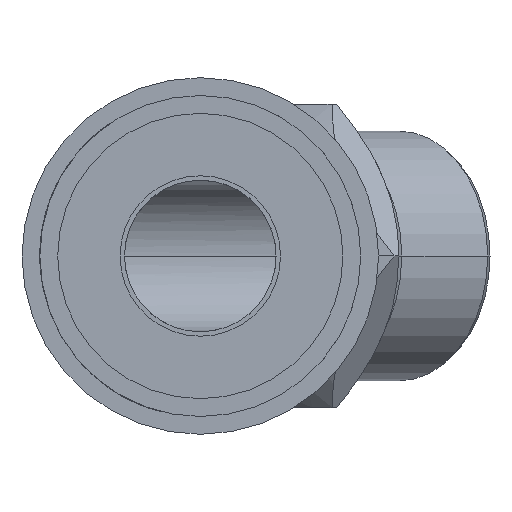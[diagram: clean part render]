
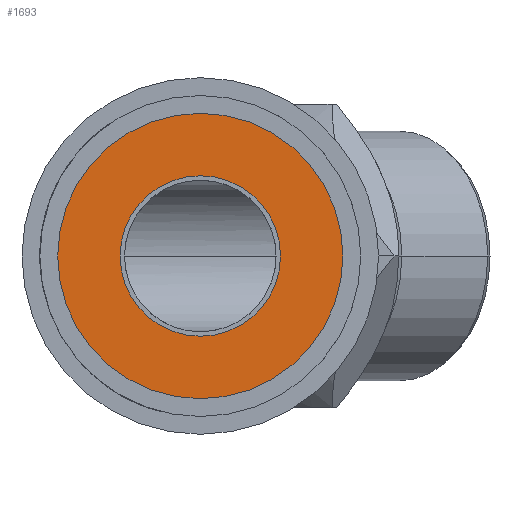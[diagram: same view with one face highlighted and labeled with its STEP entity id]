
A CAD part, left-side view. The second image highlights one B-rep face of the part: STEP entity #1693.
In plain terms, the highlighted planar face has unit normal (-1, 0, 0).
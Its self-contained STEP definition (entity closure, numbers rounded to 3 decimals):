
#40 = CARTESIAN_POINT ( 'NONE',  ( 0., 0., 0. ) ) ;
#169 = ORIENTED_EDGE ( 'NONE', *, *, #8620, .T. ) ;
#215 = EDGE_LOOP ( 'NONE', ( #169, #1264 ) ) ;
#681 = DIRECTION ( 'NONE',  ( 0., 0., -1. ) ) ;
#762 = CARTESIAN_POINT ( 'NONE',  ( 0., 0., 8. ) ) ;
#902 = EDGE_CURVE ( 'NONE', #2664, #3558, #8226, .T. ) ;
#1067 = DIRECTION ( 'NONE',  ( 0., 0., 1. ) ) ;
#1129 = CARTESIAN_POINT ( 'NONE',  ( 0., 0., -4.5 ) ) ;
#1264 = ORIENTED_EDGE ( 'NONE', *, *, #902, .T. ) ;
#1271 = AXIS2_PLACEMENT_3D ( 'NONE', #8101, #3727, #7452 ) ;
#1371 = DIRECTION ( 'NONE',  ( 1., 0., 0. ) ) ;
#1693 = ADVANCED_FACE ( 'NONE', ( #8096, #2537 ), #7965, .F. ) ;
#2037 = CARTESIAN_POINT ( 'NONE',  ( 0., 0., -8. ) ) ;
#2537 = FACE_OUTER_BOUND ( 'NONE', #215, .T. ) ;
#2664 = VERTEX_POINT ( 'NONE', #2037 ) ;
#3100 = CIRCLE ( 'NONE', #3241, 8. ) ;
#3176 = VERTEX_POINT ( 'NONE', #1129 ) ;
#3241 = AXIS2_PLACEMENT_3D ( 'NONE', #8110, #8808, #1067 ) ;
#3558 = VERTEX_POINT ( 'NONE', #762 ) ;
#3727 = DIRECTION ( 'NONE',  ( -1., 0., 0. ) ) ;
#3839 = CIRCLE ( 'NONE', #6058, 4.5 ) ;
#4105 = VERTEX_POINT ( 'NONE', #5832 ) ;
#4609 = ORIENTED_EDGE ( 'NONE', *, *, #8366, .T. ) ;
#5457 = CIRCLE ( 'NONE', #7682, 4.5 ) ;
#5832 = CARTESIAN_POINT ( 'NONE',  ( 0., 0., 4.5 ) ) ;
#5968 = CARTESIAN_POINT ( 'NONE',  ( 0., 0., 0. ) ) ;
#6058 = AXIS2_PLACEMENT_3D ( 'NONE', #7073, #1371, #681 ) ;
#6385 = DIRECTION ( 'NONE',  ( 1., 0., 0. ) ) ;
#6428 = DIRECTION ( 'NONE',  ( 0., 0., -1. ) ) ;
#7073 = CARTESIAN_POINT ( 'NONE',  ( 0., 0., 0. ) ) ;
#7452 = DIRECTION ( 'NONE',  ( 0., 0., 1. ) ) ;
#7682 = AXIS2_PLACEMENT_3D ( 'NONE', #40, #6385, #6428 ) ;
#7965 = PLANE ( 'NONE',  #9119 ) ;
#8012 = DIRECTION ( 'NONE',  ( 0., 0., -1. ) ) ;
#8096 = FACE_BOUND ( 'NONE', #8608, .T. ) ;
#8101 = CARTESIAN_POINT ( 'NONE',  ( 0., 0., 0. ) ) ;
#8110 = CARTESIAN_POINT ( 'NONE',  ( 0., 0., 0. ) ) ;
#8226 = CIRCLE ( 'NONE', #1271, 8. ) ;
#8311 = EDGE_CURVE ( 'NONE', #3176, #4105, #3839, .T. ) ;
#8366 = EDGE_CURVE ( 'NONE', #4105, #3176, #5457, .T. ) ;
#8550 = ORIENTED_EDGE ( 'NONE', *, *, #8311, .T. ) ;
#8608 = EDGE_LOOP ( 'NONE', ( #4609, #8550 ) ) ;
#8620 = EDGE_CURVE ( 'NONE', #3558, #2664, #3100, .T. ) ;
#8796 = DIRECTION ( 'NONE',  ( 1., 0., 0. ) ) ;
#8808 = DIRECTION ( 'NONE',  ( -1., 0., 0. ) ) ;
#9119 = AXIS2_PLACEMENT_3D ( 'NONE', #5968, #8796, #8012 ) ;
